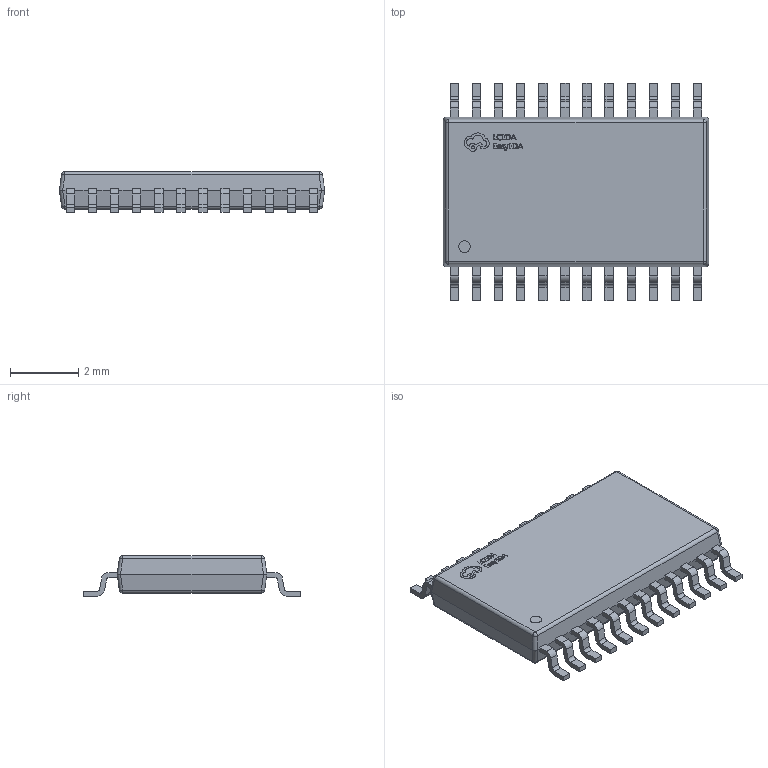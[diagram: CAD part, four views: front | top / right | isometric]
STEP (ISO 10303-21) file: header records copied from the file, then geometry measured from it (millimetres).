
FILE_DESCRIPTION (( 'STEP AP214' ), '1' );
FILE_NAME ('TSSOP-24_L7.8-W4.4-P0.65-LS6.4-BL_1.step', '2022-07-26T10:47:59', ( '' ), ( '' ), 'SwSTEP 2.0', 'SolidWorks 2020', '' );
FILE_SCHEMA (( 'AUTOMOTIVE_DESIGN' ));
Length unit declared in the file: millimetre
Products named in the file (1): TSSOP-24_L7.8-W4.4-P0.65-LS6.4-BL_1
Bounding box: 7.8 x 6.4 x 1.2 mm (x, y, z)
Volume: 37.9 mm3; surface area: 117.1 mm2
Topology: 14 solids, 14 shells, 639 faces, 1777 edges, 1174 vertices
Faces by surface type: plane 405, cylinder 114, bspline 112, sphere 8
Entity records: 28711 total; most frequent: CARTESIAN_POINT 5707, ORIENTED_EDGE 3554, DIRECTION 2821, EDGE_CURVE 1777, VECTOR 1325, LINE 1325, VERTEX_POINT 1174, AXIS2_PLACEMENT_3D 748
